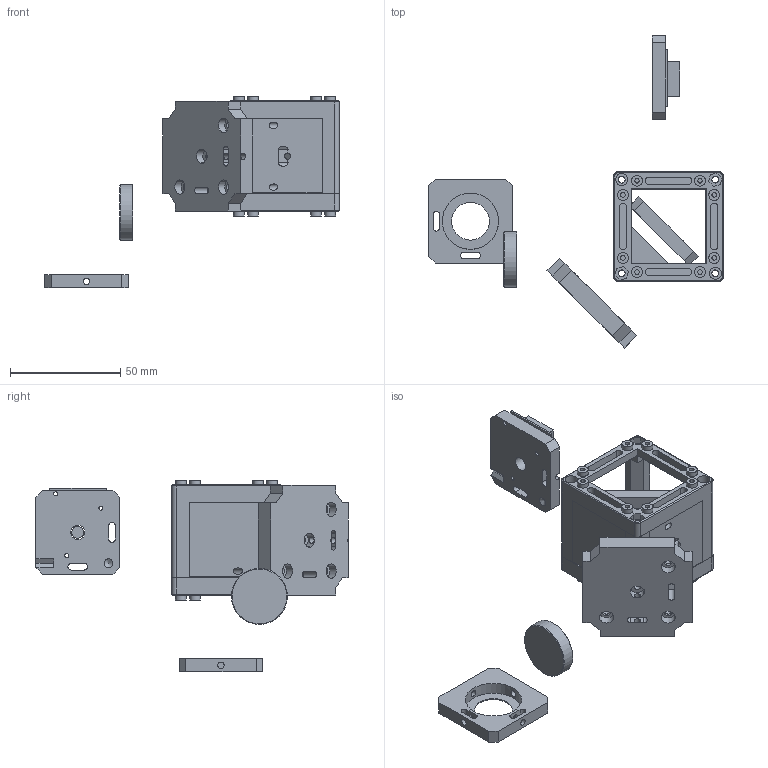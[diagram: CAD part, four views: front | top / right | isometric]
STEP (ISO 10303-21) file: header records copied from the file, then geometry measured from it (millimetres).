
FILE_DESCRIPTION(/* description */ (''),/* implementation_level */ '2;1');
FILE_NAME(/* name */ 'Assembly_Cube_Kinematic_Mirrormount_Thorlabs_45_PRO_v3.iam.step',/* time_stamp */ '2022-11-29T09:05:13+01:00',/* author */ ('diederichbenedict'),/* organization */ (''),/* preprocessor_version */ 'ST-DEVELOPER v18.1',/* originating_system */ 'Autodesk Inventor 2022',/* authorisation */ '');
FILE_SCHEMA (('AUTOMOTIVE_DESIGN { 1 0 10303 214 3 1 1 }'));
Products named in the file (12): Assembly_Cube_Kinematic_Mirrormount_Thorlabs_45_PRO_v3; Assembly_Cube_empty_IM_v3; 10_Cube_1x1_IM; 20_Cube_Insert_Kinematic_Mirrormount_90_pro_v3; 00_KES400; 00_KES400_Bluray_Lens; 00_KES_Bluray_Magnet; 00_KES400_Lens; 20_Cube_Insert_Eyepiece; PF10-03-P01-Step; 20_Cube_Insert_Kinematic_Mirror_45_pro_v3; 20_Cube_Insert_Kinematic_Mirrormount_90_pro_v3_1
Assembly tree (13 placements, depth 3):
  Assembly_Cube_Kinematic_Mirrormount_Thorlabs_45_PRO_v3
    Assembly_Cube_empty_IM_v3
      10_Cube_1x1_IM  x2
    20_Cube_Insert_Kinematic_Mirrormount_90_pro_v3  x2
    00_KES400
      00_KES400_Bluray_Lens
      00_KES_Bluray_Magnet
      00_KES400_Lens
    20_Cube_Insert_Eyepiece
    PF10-03-P01-Step
    20_Cube_Insert_Kinematic_Mirror_45_pro_v3
    20_Cube_Insert_Kinematic_Mirrormount_90_pro_v3_1
Bounding box: 133.78 x 141.71 x 87.11 mm (x, y, z)
Volume: 87352.9 mm3; surface area: 49097.8 mm2
Topology: 13 solids, 13 shells, 575 faces, 1586 edges, 1118 vertices
Faces by surface type: plane 366, cylinder 189, torus 8, cone 8, bspline 4
Full cylindrical faces by diameter (mm): 1.8 x6, 2 x3, 2.05 x16, 2.8 x2, 2.9 x17, 3.1 x8, 4 x3, 4.95 x16, 5.297 x1, 5.5 x4, 6.5 x6, 17.165 x1, 25.4 x1, 25.6 x1
Entity records: 15087 total; most frequent: CARTESIAN_POINT 4135, ORIENTED_EDGE 2222, DIRECTION 2063, EDGE_CURVE 1111, VERTEX_POINT 806, LINE 747, VECTOR 747, AXIS2_PLACEMENT_3D 658
